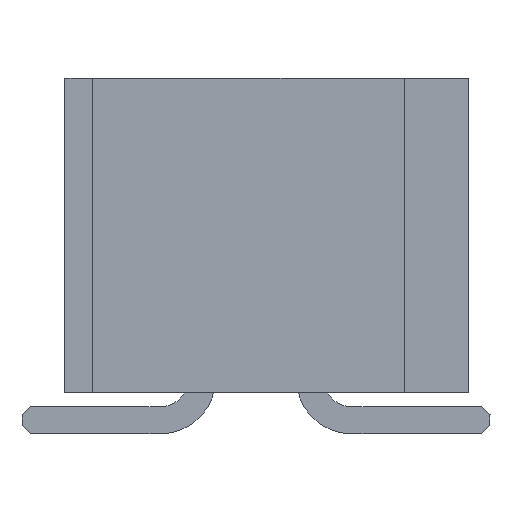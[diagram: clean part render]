
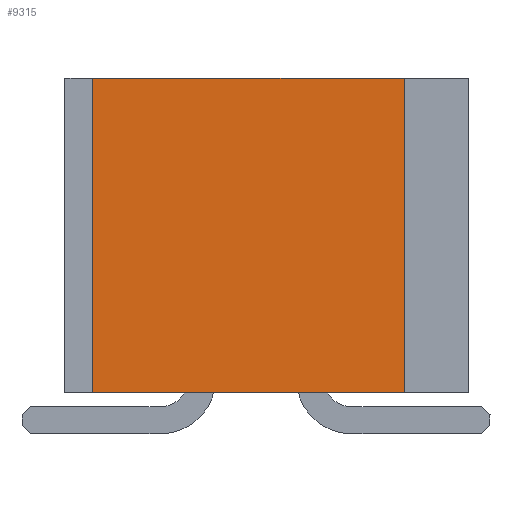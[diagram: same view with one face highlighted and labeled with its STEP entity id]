
A CAD part, left-side view. The second image highlights one B-rep face of the part: STEP entity #9315.
In plain terms, the highlighted planar face has unit normal (-1, 0, 0).
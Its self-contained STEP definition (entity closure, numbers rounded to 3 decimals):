
#741=FACE_OUTER_BOUND('',#1278,.T.);
#1278=EDGE_LOOP('',(#8143,#8144,#8145,#8146));
#2246=LINE('',#14571,#3427);
#2319=LINE('',#14716,#3500);
#2435=LINE('',#14975,#3616);
#2444=LINE('',#14993,#3625);
#3427=VECTOR('',#11999,1000.);
#3500=VECTOR('',#12082,1000.);
#3616=VECTOR('',#12310,1000.);
#3625=VECTOR('',#12337,1000.);
#4328=VERTEX_POINT('',#14568);
#4329=VERTEX_POINT('',#14570);
#4395=VERTEX_POINT('',#14713);
#4396=VERTEX_POINT('',#14715);
#5512=EDGE_CURVE('',#4328,#4329,#2246,.T.);
#5585=EDGE_CURVE('',#4396,#4395,#2319,.T.);
#5717=EDGE_CURVE('',#4396,#4328,#2435,.T.);
#5726=EDGE_CURVE('',#4395,#4329,#2444,.T.);
#8143=ORIENTED_EDGE('',*,*,#5512,.F.);
#8144=ORIENTED_EDGE('',*,*,#5717,.F.);
#8145=ORIENTED_EDGE('',*,*,#5585,.T.);
#8146=ORIENTED_EDGE('',*,*,#5726,.T.);
#8781=PLANE('',#9987);
#9315=ADVANCED_FACE('',(#741),#8781,.T.);
#9987=AXIS2_PLACEMENT_3D('',#14994,#12338,#12339);
#11999=DIRECTION('',(0.,-1.,0.));
#12082=DIRECTION('',(0.,-1.,0.));
#12310=DIRECTION('',(0.,0.,1.));
#12337=DIRECTION('',(0.,0.,1.));
#12338=DIRECTION('center_axis',(-1.,0.,0.));
#12339=DIRECTION('ref_axis',(0.,-1.,0.));
#14568=CARTESIAN_POINT('',(-12.837,3.015,6.55));
#14570=CARTESIAN_POINT('',(-12.837,-2.735,6.55));
#14571=CARTESIAN_POINT('',(-12.837,3.015,6.55));
#14713=CARTESIAN_POINT('',(-12.837,-2.735,0.76));
#14715=CARTESIAN_POINT('',(-12.837,3.015,0.76));
#14716=CARTESIAN_POINT('',(-12.837,3.015,0.76));
#14975=CARTESIAN_POINT('',(-12.837,3.015,0.76));
#14993=CARTESIAN_POINT('',(-12.837,-2.735,0.76));
#14994=CARTESIAN_POINT('Origin',(-12.837,3.015,0.76));
